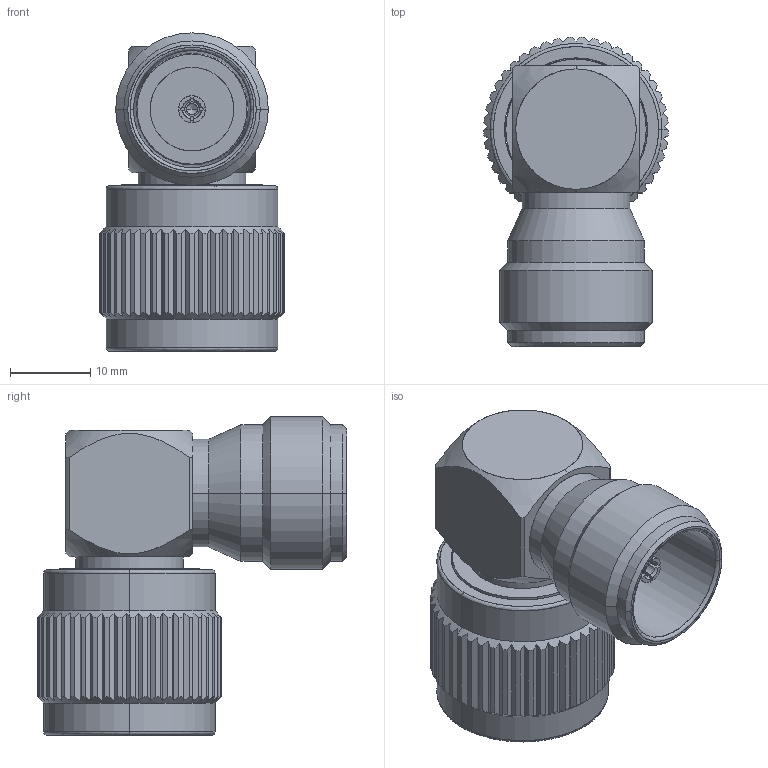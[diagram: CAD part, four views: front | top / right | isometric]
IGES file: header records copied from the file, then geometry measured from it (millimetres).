
Start section: SolidWorks IGES file using analytic representation for surfaces
Global section: file name: R176.770.000.IGS; native system: SolidWorks 2011; preprocessor: SolidWorks 2011; author: raymond_g; date: 121004.111812; units: millimetre
Bounding box: 23 x 38.59 x 39.66 mm (x, y, z)
Surface area: 8776.1 mm2 (no closed solid volume)
Topology: 0 solids, 0 shells, 357 faces, 3464 edges, 3462 vertices
Faces by surface type: revolution 181, bspline 176
